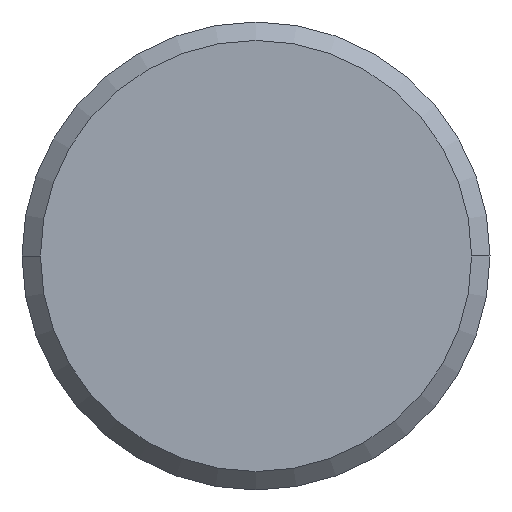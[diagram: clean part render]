
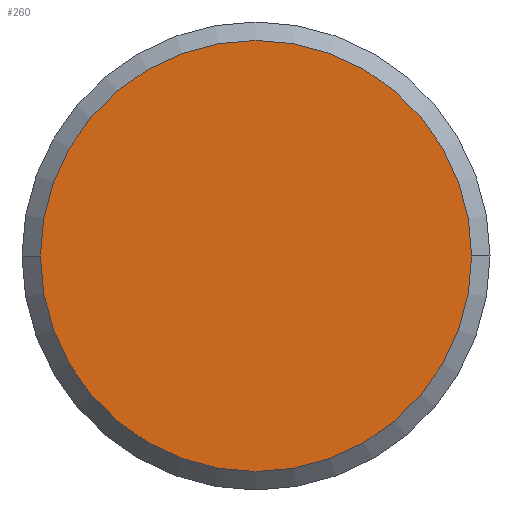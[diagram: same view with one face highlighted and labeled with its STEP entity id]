
A CAD part, left-side view. The second image highlights one B-rep face of the part: STEP entity #260.
In plain terms, the highlighted planar face has unit normal (-1, 0, 0).
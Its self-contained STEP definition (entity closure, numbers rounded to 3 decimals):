
#32 = DIRECTION ( 'NONE',  ( 0., 1., 0. ) ) ;
#63 = CIRCLE ( 'NONE', #298, 5.85 ) ;
#67 = DIRECTION ( 'NONE',  ( -1., 0., 0. ) ) ;
#71 = VERTEX_POINT ( 'NONE', #377 ) ;
#89 = VERTEX_POINT ( 'NONE', #440 ) ;
#108 = AXIS2_PLACEMENT_3D ( 'NONE', #233, #447, #201 ) ;
#119 = EDGE_CURVE ( 'NONE', #71, #89, #376, .T. ) ;
#200 = EDGE_CURVE ( 'NONE', #89, #71, #63, .T. ) ;
#201 = DIRECTION ( 'NONE',  ( 0., 1., 0. ) ) ;
#214 = DIRECTION ( 'NONE',  ( 0., -1., 0. ) ) ;
#233 = CARTESIAN_POINT ( 'NONE',  ( -50.8, 0., 0. ) ) ;
#247 = ORIENTED_EDGE ( 'NONE', *, *, #200, .F. ) ;
#252 = DIRECTION ( 'NONE',  ( 1., 0., 0. ) ) ;
#259 = FACE_OUTER_BOUND ( 'NONE', #385, .T. ) ;
#260 = ADVANCED_FACE ( 'NONE', ( #259 ), #286, .T. ) ;
#286 = PLANE ( 'NONE',  #413 ) ;
#298 = AXIS2_PLACEMENT_3D ( 'NONE', #468, #252, #32 ) ;
#372 = ORIENTED_EDGE ( 'NONE', *, *, #119, .F. ) ;
#376 = CIRCLE ( 'NONE', #108, 5.85 ) ;
#377 = CARTESIAN_POINT ( 'NONE',  ( -50.8, -5.85, 0. ) ) ;
#385 = EDGE_LOOP ( 'NONE', ( #247, #372 ) ) ;
#391 = CARTESIAN_POINT ( 'NONE',  ( -50.8, 0., 0. ) ) ;
#413 = AXIS2_PLACEMENT_3D ( 'NONE', #391, #67, #214 ) ;
#440 = CARTESIAN_POINT ( 'NONE',  ( -50.8, 5.85, 0. ) ) ;
#447 = DIRECTION ( 'NONE',  ( 1., 0., 0. ) ) ;
#468 = CARTESIAN_POINT ( 'NONE',  ( -50.8, 0., 0. ) ) ;
